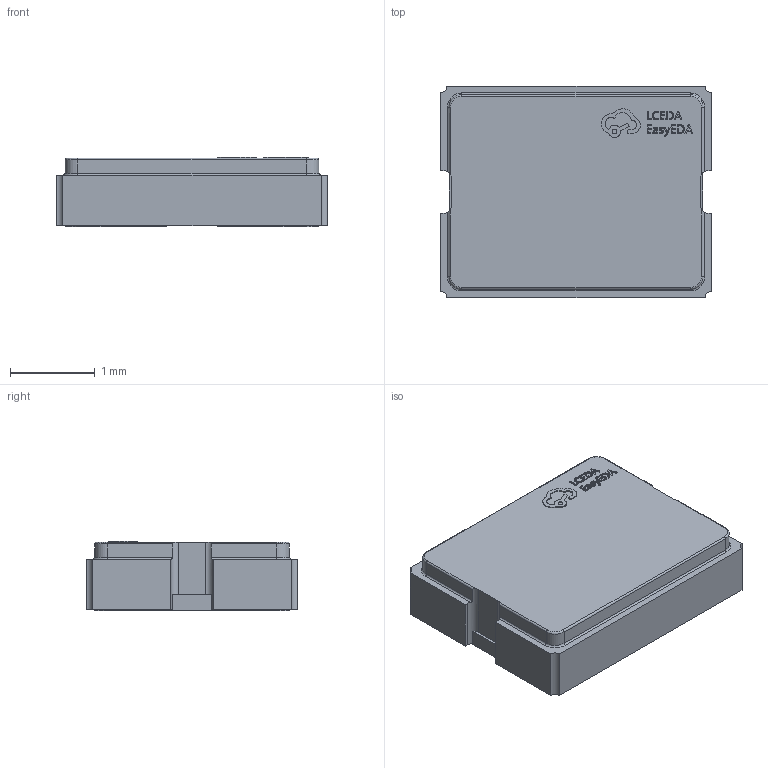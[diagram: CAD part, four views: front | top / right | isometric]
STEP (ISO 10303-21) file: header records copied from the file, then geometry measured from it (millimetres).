
FILE_DESCRIPTION (( 'STEP AP214' ), '1' );
FILE_NAME ('CRYSTAL-SMD_L3.2-W2.5-1.step', '2022-06-20T11:05:38', ( '' ), ( '' ), 'SwSTEP 2.0', 'SolidWorks 2020', '' );
FILE_SCHEMA (( 'AUTOMOTIVE_DESIGN' ));
Length unit declared in the file: millimetre
Products named in the file (1): CRYSTAL-SMD_L3.2-W2.5-1
Bounding box: 3.2 x 2.5 x 0.82 mm (x, y, z)
Volume: 6.1 mm3; surface area: 24.9 mm2
Topology: 1 solids, 1 shells, 354 faces, 962 edges, 636 vertices
Faces by surface type: plane 206, bspline 112, cylinder 28, torus 8
Entity records: 16290 total; most frequent: CARTESIAN_POINT 4183, ORIENTED_EDGE 1924, DIRECTION 1276, EDGE_CURVE 962, VECTOR 662, LINE 662, VERTEX_POINT 636, EDGE_LOOP 380
